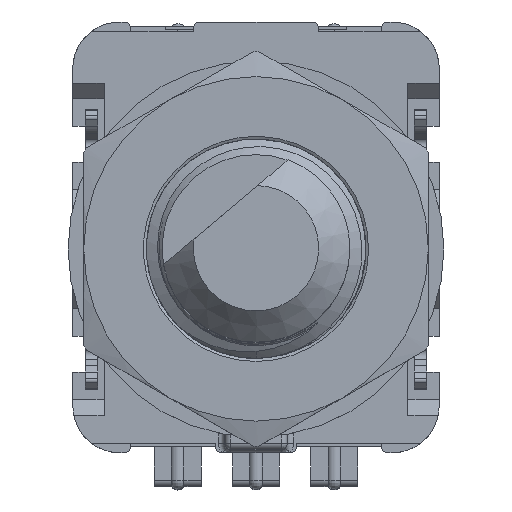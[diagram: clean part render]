
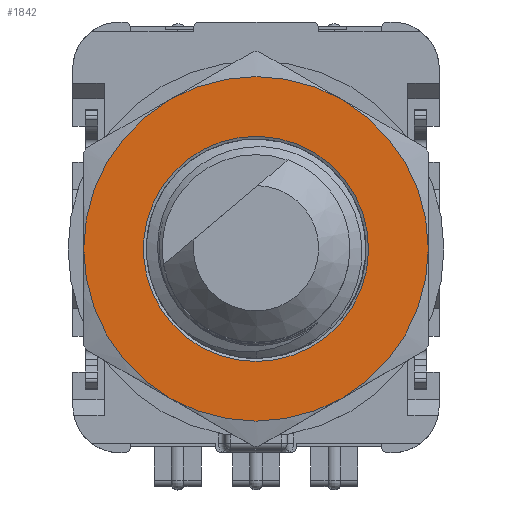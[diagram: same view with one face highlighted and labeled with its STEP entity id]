
A CAD part, top view. The second image highlights one B-rep face of the part: STEP entity #1842.
In plain terms, the highlighted planar face has unit normal (0, 0, 1).
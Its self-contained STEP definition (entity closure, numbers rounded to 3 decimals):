
#1842=ADVANCED_FACE('',(#12108,#12110),#12112,.T.);
#12108=FACE_BOUND('',#12109,.T.);
#12109=EDGE_LOOP('',(#16240,#16241,#16242,#16243,#16244,#16245));
#12110=FACE_BOUND('',#12111,.T.);
#12111=EDGE_LOOP('',(#16246));
#12112=PLANE('',#12113);
#12113=AXIS2_PLACEMENT_3D('',#12114,#12115,#12116);
#12114=CARTESIAN_POINT('',(0.,0.,3.3));
#12115=DIRECTION('',(0.,0.,1.));
#12116=DIRECTION('',(0.,-1.,0.));
#16240=ORIENTED_EDGE('',*,*,#19043,.F.);
#16241=ORIENTED_EDGE('',*,*,#19044,.F.);
#16242=ORIENTED_EDGE('',*,*,#19045,.F.);
#16243=ORIENTED_EDGE('',*,*,#19046,.F.);
#16244=ORIENTED_EDGE('',*,*,#19047,.F.);
#16245=ORIENTED_EDGE('',*,*,#19048,.F.);
#16246=ORIENTED_EDGE('',*,*,#19030,.T.);
#19030=EDGE_CURVE('',#21680,#21680,#21681,.T.);
#19043=EDGE_CURVE('',#21702,#21703,#21704,.T.);
#19044=EDGE_CURVE('',#21705,#21702,#21706,.T.);
#19045=EDGE_CURVE('',#21707,#21705,#21708,.T.);
#19046=EDGE_CURVE('',#21709,#21707,#21710,.T.);
#19047=EDGE_CURVE('',#21711,#21709,#21712,.T.);
#19048=EDGE_CURVE('',#21703,#21711,#21713,.T.);
#21680=VERTEX_POINT('',#26968);
#21681=CIRCLE('',#26969,3.594);
#21702=VERTEX_POINT('',#27482);
#21703=VERTEX_POINT('',#27483);
#21704=CIRCLE('',#27484,5.5);
#21705=VERTEX_POINT('',#27488);
#21706=CIRCLE('',#27489,5.5);
#21707=VERTEX_POINT('',#27493);
#21708=CIRCLE('',#27494,5.5);
#21709=VERTEX_POINT('',#27498);
#21710=CIRCLE('',#27499,5.5);
#21711=VERTEX_POINT('',#27503);
#21712=CIRCLE('',#27504,5.5);
#21713=CIRCLE('',#27508,5.5);
#26968=CARTESIAN_POINT('',(0.,-3.594,3.3));
#26969=AXIS2_PLACEMENT_3D('',#26970,#26971,#26972);
#26970=CARTESIAN_POINT('',(0.,0.,3.3));
#26971=DIRECTION('',(0.,0.,-1.));
#26972=DIRECTION('',(0.,-1.,0.));
#27482=CARTESIAN_POINT('',(5.5,0.,3.3));
#27483=CARTESIAN_POINT('',(2.75,-4.763,3.3));
#27484=AXIS2_PLACEMENT_3D('',#27485,#27486,#27487);
#27485=CARTESIAN_POINT('',(0.,0.,3.3));
#27486=DIRECTION('',(0.,0.,-1.));
#27487=DIRECTION('',(1.,0.,0.));
#27488=CARTESIAN_POINT('',(2.75,4.763,3.3));
#27489=AXIS2_PLACEMENT_3D('',#27490,#27491,#27492);
#27490=CARTESIAN_POINT('',(0.,0.,3.3));
#27491=DIRECTION('',(0.,0.,-1.));
#27492=DIRECTION('',(0.5,0.866,0.));
#27493=CARTESIAN_POINT('',(-2.75,4.763,3.3));
#27494=AXIS2_PLACEMENT_3D('',#27495,#27496,#27497);
#27495=CARTESIAN_POINT('',(0.,0.,3.3));
#27496=DIRECTION('',(0.,0.,-1.));
#27497=DIRECTION('',(-0.5,0.866,0.));
#27498=CARTESIAN_POINT('',(-5.5,0.,3.3));
#27499=AXIS2_PLACEMENT_3D('',#27500,#27501,#27502);
#27500=CARTESIAN_POINT('',(0.,0.,3.3));
#27501=DIRECTION('',(0.,0.,-1.));
#27502=DIRECTION('',(-1.,0.,0.));
#27503=CARTESIAN_POINT('',(-2.75,-4.763,3.3));
#27504=AXIS2_PLACEMENT_3D('',#27505,#27506,#27507);
#27505=CARTESIAN_POINT('',(0.,0.,3.3));
#27506=DIRECTION('',(0.,0.,-1.));
#27507=DIRECTION('',(-0.5,-0.866,0.));
#27508=AXIS2_PLACEMENT_3D('',#27509,#27510,#27511);
#27509=CARTESIAN_POINT('',(0.,0.,3.3));
#27510=DIRECTION('',(0.,0.,-1.));
#27511=DIRECTION('',(0.5,-0.866,0.));
